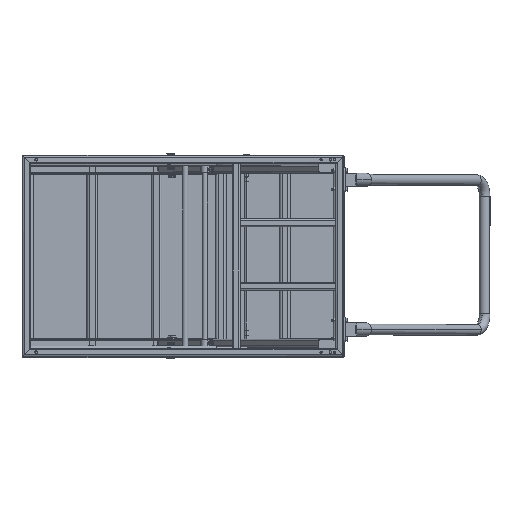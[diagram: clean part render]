
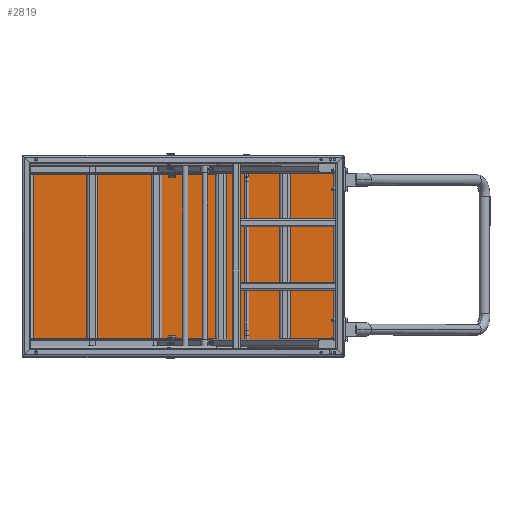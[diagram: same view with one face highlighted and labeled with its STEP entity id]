
A CAD part, top view. The second image highlights one B-rep face of the part: STEP entity #2819.
In plain terms, the highlighted face is planar.
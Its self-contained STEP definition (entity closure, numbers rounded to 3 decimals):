
#823 = VERTEX_POINT ( 'NONE', #19226 ) ;
#1272 = ORIENTED_EDGE ( 'NONE', *, *, #14022, .F. ) ;
#2647 = CARTESIAN_POINT ( 'NONE',  ( -375., 0., 600. ) ) ;
#2819 = ADVANCED_FACE ( 'NONE', ( #11857 ), #29038, .T. ) ;
#3287 = VECTOR ( 'NONE', #4439, 1000. ) ;
#3914 = LINE ( 'NONE', #14245, #12647 ) ;
#4188 = LINE ( 'NONE', #6612, #18855 ) ;
#4439 = DIRECTION ( 'NONE',  ( -1., 0., 0. ) ) ;
#5101 = LINE ( 'NONE', #22081, #3287 ) ;
#6612 = CARTESIAN_POINT ( 'NONE',  ( -374., 0., -599. ) ) ;
#7718 = EDGE_CURVE ( 'NONE', #31030, #30558, #5101, .T. ) ;
#8529 = DIRECTION ( 'NONE',  ( 0., 1., 0. ) ) ;
#9360 = CARTESIAN_POINT ( 'NONE',  ( -374., 0., 599. ) ) ;
#9658 = CARTESIAN_POINT ( 'NONE',  ( -374., 0., 600. ) ) ;
#11159 = CARTESIAN_POINT ( 'NONE',  ( 374., 0., -599. ) ) ;
#11513 = ORIENTED_EDGE ( 'NONE', *, *, #19128, .T. ) ;
#11857 = FACE_OUTER_BOUND ( 'NONE', #13786, .T. ) ;
#12647 = VECTOR ( 'NONE', #34810, 1000. ) ;
#12856 = EDGE_CURVE ( 'NONE', #30558, #823, #20275, .T. ) ;
#13786 = EDGE_LOOP ( 'NONE', ( #11513, #1272, #23379, #19549 ) ) ;
#14022 = EDGE_CURVE ( 'NONE', #823, #30923, #4188, .T. ) ;
#14245 = CARTESIAN_POINT ( 'NONE',  ( 374., 0., 600. ) ) ;
#18855 = VECTOR ( 'NONE', #27244, 1000. ) ;
#19128 = EDGE_CURVE ( 'NONE', #31030, #30923, #3914, .T. ) ;
#19226 = CARTESIAN_POINT ( 'NONE',  ( -374., 0., -599. ) ) ;
#19549 = ORIENTED_EDGE ( 'NONE', *, *, #7718, .F. ) ;
#20275 = LINE ( 'NONE', #9658, #28154 ) ;
#22081 = CARTESIAN_POINT ( 'NONE',  ( 374., 0., 599. ) ) ;
#23379 = ORIENTED_EDGE ( 'NONE', *, *, #12856, .F. ) ;
#27244 = DIRECTION ( 'NONE',  ( 1., 0., 0. ) ) ;
#27300 = DIRECTION ( 'NONE',  ( 0., 0., -1. ) ) ;
#28154 = VECTOR ( 'NONE', #27300, 1000. ) ;
#28738 = AXIS2_PLACEMENT_3D ( 'NONE', #2647, #8529, #29155 ) ;
#29038 = PLANE ( 'NONE',  #28738 ) ;
#29155 = DIRECTION ( 'NONE',  ( 0., 0., 1. ) ) ;
#30558 = VERTEX_POINT ( 'NONE', #9360 ) ;
#30923 = VERTEX_POINT ( 'NONE', #11159 ) ;
#31030 = VERTEX_POINT ( 'NONE', #35286 ) ;
#34810 = DIRECTION ( 'NONE',  ( 0., 0., -1. ) ) ;
#35286 = CARTESIAN_POINT ( 'NONE',  ( 374., 0., 599. ) ) ;
